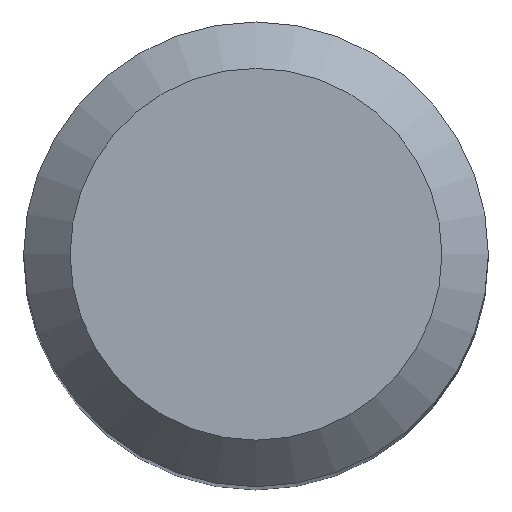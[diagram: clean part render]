
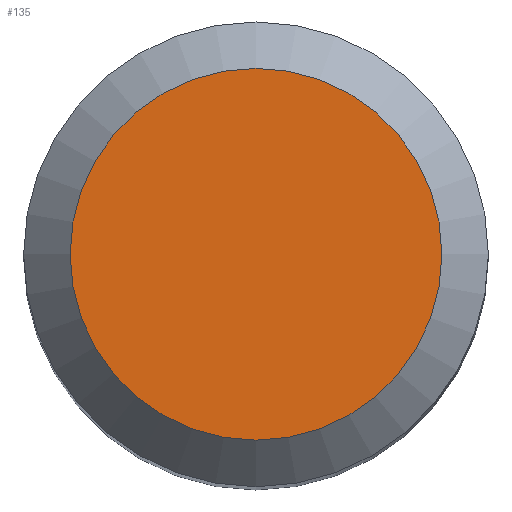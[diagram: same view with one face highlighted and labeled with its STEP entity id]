
A CAD part, top view. The second image highlights one B-rep face of the part: STEP entity #135.
In plain terms, the highlighted planar face has unit normal (0, 0, 1).
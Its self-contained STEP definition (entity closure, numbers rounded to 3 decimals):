
#4 = DIRECTION ( 'NONE',  ( 0., 1., 0. ) ) ;
#17 = EDGE_LOOP ( 'NONE', ( #60 ) ) ;
#23 = PLANE ( 'NONE',  #143 ) ;
#30 = CARTESIAN_POINT ( 'NONE',  ( 0., 3.2, 79. ) ) ;
#47 = FACE_OUTER_BOUND ( 'NONE', #17, .T. ) ;
#60 = ORIENTED_EDGE ( 'NONE', *, *, #133, .F. ) ;
#83 = CARTESIAN_POINT ( 'NONE',  ( 0., 0., 79. ) ) ;
#126 = DIRECTION ( 'NONE',  ( 0., 1., 0. ) ) ;
#133 = EDGE_CURVE ( 'NONE', #192, #192, #253, .T. ) ;
#135 = ADVANCED_FACE ( 'NONE', ( #47 ), #23, .F. ) ;
#143 = AXIS2_PLACEMENT_3D ( 'NONE', #83, #242, #4 ) ;
#151 = AXIS2_PLACEMENT_3D ( 'NONE', #188, #186, #126 ) ;
#186 = DIRECTION ( 'NONE',  ( 0., 0., -1. ) ) ;
#188 = CARTESIAN_POINT ( 'NONE',  ( 0., 0., 79. ) ) ;
#192 = VERTEX_POINT ( 'NONE', #30 ) ;
#242 = DIRECTION ( 'NONE',  ( 0., 0., -1. ) ) ;
#253 = CIRCLE ( 'NONE', #151, 3.2 ) ;
